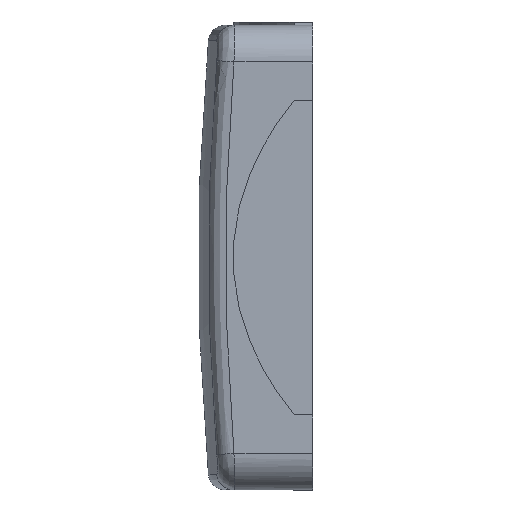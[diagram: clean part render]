
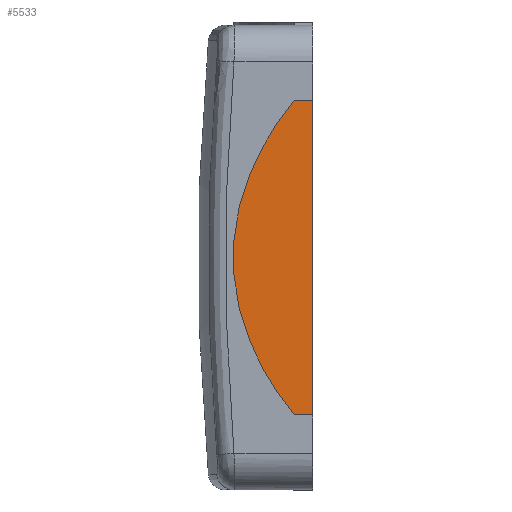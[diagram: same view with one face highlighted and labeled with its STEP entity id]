
A CAD part, left-side view. The second image highlights one B-rep face of the part: STEP entity #5533.
In plain terms, the highlighted planar face has unit normal (-1, 0, 0).
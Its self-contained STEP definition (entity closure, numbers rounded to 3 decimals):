
#624 = DIRECTION ( 'NONE',  ( 0., 0., 1. ) ) ;
#741 = CIRCLE ( 'NONE', #20676, 66.621 ) ;
#1253 = AXIS2_PLACEMENT_3D ( 'NONE', #20485, #22281, #11459 ) ;
#1802 = EDGE_CURVE ( 'NONE', #1958, #11532, #22700, .T. ) ;
#1958 = VERTEX_POINT ( 'NONE', #3307 ) ;
#2153 = EDGE_CURVE ( 'NONE', #11532, #17370, #15304, .T. ) ;
#2417 = CARTESIAN_POINT ( 'NONE',  ( -54.025, -17.745, -36.35 ) ) ;
#2522 = CIRCLE ( 'NONE', #19283, 50.611 ) ;
#3307 = CARTESIAN_POINT ( 'NONE',  ( -54.025, -22.027, 36.35 ) ) ;
#3382 = VECTOR ( 'NONE', #13823, 1000. ) ;
#3938 = DIRECTION ( 'NONE',  ( 0., -1., 0. ) ) ;
#3958 = CARTESIAN_POINT ( 'NONE',  ( -54.025, -22.027, -36.35 ) ) ;
#3971 = ORIENTED_EDGE ( 'NONE', *, *, #13660, .F. ) ;
#4196 = CARTESIAN_POINT ( 'NONE',  ( -54.025, -7.493, -19.28 ) ) ;
#5100 = EDGE_LOOP ( 'NONE', ( #21308, #18710, #18516, #16002, #3971, #22609 ) ) ;
#5533 = ADVANCED_FACE ( 'NONE', ( #16933 ), #7765, .F. ) ;
#5727 = CARTESIAN_POINT ( 'NONE',  ( -54.025, -69.091, -6.099 ) ) ;
#5789 = DIRECTION ( 'NONE',  ( 0., 1., 0. ) ) ;
#5990 = EDGE_CURVE ( 'NONE', #14148, #1958, #19492, .T. ) ;
#7496 = CARTESIAN_POINT ( 'NONE',  ( -54.025, -17.745, 36.35 ) ) ;
#7560 = DIRECTION ( 'NONE',  ( 0., 0., 1. ) ) ;
#7765 = PLANE ( 'NONE',  #1253 ) ;
#8940 = CARTESIAN_POINT ( 'NONE',  ( -54.025, -22.027, -36.35 ) ) ;
#8984 = CARTESIAN_POINT ( 'NONE',  ( -54.025, -7.493, 19.28 ) ) ;
#9827 = EDGE_CURVE ( 'NONE', #16603, #14148, #20093, .T. ) ;
#10086 = DIRECTION ( 'NONE',  ( 1., 0., 0. ) ) ;
#11459 = DIRECTION ( 'NONE',  ( 0., 0., 1. ) ) ;
#11516 = DIRECTION ( 'NONE',  ( 1., 0., 0. ) ) ;
#11532 = VERTEX_POINT ( 'NONE', #8940 ) ;
#13660 = EDGE_CURVE ( 'NONE', #22623, #16603, #2522, .T. ) ;
#13823 = DIRECTION ( 'NONE',  ( 0., 0., -1. ) ) ;
#14148 = VERTEX_POINT ( 'NONE', #7496 ) ;
#14622 = VECTOR ( 'NONE', #3938, 1000. ) ;
#14743 = VECTOR ( 'NONE', #5789, 1000. ) ;
#15304 = LINE ( 'NONE', #3958, #14743 ) ;
#16002 = ORIENTED_EDGE ( 'NONE', *, *, #9827, .F. ) ;
#16603 = VERTEX_POINT ( 'NONE', #8984 ) ;
#16652 = CARTESIAN_POINT ( 'NONE',  ( -54.025, -17.745, 36.35 ) ) ;
#16933 = FACE_OUTER_BOUND ( 'NONE', #5100, .T. ) ;
#17370 = VERTEX_POINT ( 'NONE', #2417 ) ;
#17465 = EDGE_CURVE ( 'NONE', #17370, #22623, #741, .T. ) ;
#18448 = DIRECTION ( 'NONE',  ( 1., 0., 0. ) ) ;
#18516 = ORIENTED_EDGE ( 'NONE', *, *, #5990, .F. ) ;
#18710 = ORIENTED_EDGE ( 'NONE', *, *, #1802, .F. ) ;
#19245 = CARTESIAN_POINT ( 'NONE',  ( -54.025, -22.027, -36.35 ) ) ;
#19283 = AXIS2_PLACEMENT_3D ( 'NONE', #22347, #11516, #624 ) ;
#19492 = LINE ( 'NONE', #16652, #14622 ) ;
#20093 = CIRCLE ( 'NONE', #22025, 66.621 ) ;
#20485 = CARTESIAN_POINT ( 'NONE',  ( -54.025, -69.091, -6.099 ) ) ;
#20676 = AXIS2_PLACEMENT_3D ( 'NONE', #20913, #10086, #22740 ) ;
#20913 = CARTESIAN_POINT ( 'NONE',  ( -54.025, -69.091, 6.099 ) ) ;
#21308 = ORIENTED_EDGE ( 'NONE', *, *, #2153, .F. ) ;
#22025 = AXIS2_PLACEMENT_3D ( 'NONE', #5727, #18448, #7560 ) ;
#22281 = DIRECTION ( 'NONE',  ( 1., 0., 0. ) ) ;
#22347 = CARTESIAN_POINT ( 'NONE',  ( -54.025, -54.287, 0. ) ) ;
#22609 = ORIENTED_EDGE ( 'NONE', *, *, #17465, .F. ) ;
#22623 = VERTEX_POINT ( 'NONE', #4196 ) ;
#22700 = LINE ( 'NONE', #19245, #3382 ) ;
#22740 = DIRECTION ( 'NONE',  ( 0., 0., 1. ) ) ;
